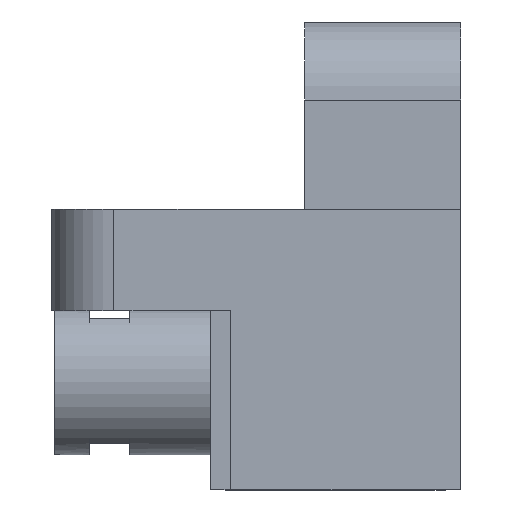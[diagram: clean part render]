
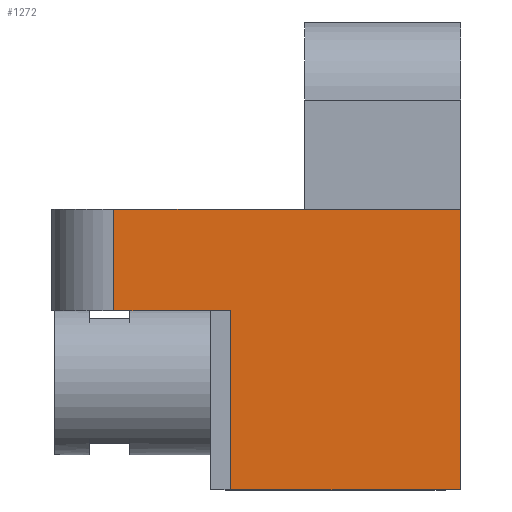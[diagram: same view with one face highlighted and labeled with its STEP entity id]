
A CAD part, front view. The second image highlights one B-rep face of the part: STEP entity #1272.
In plain terms, the highlighted planar face has unit normal (0, -1, 0).
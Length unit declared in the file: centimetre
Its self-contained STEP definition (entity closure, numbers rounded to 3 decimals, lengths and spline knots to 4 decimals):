
#210=VERTEX_POINT('',#1830);
#213=VERTEX_POINT('',#1835);
#215=VERTEX_POINT('',#1841);
#217=VERTEX_POINT('',#1847);
#218=VERTEX_POINT('',#1849);
#219=VERTEX_POINT('',#1851);
#319=VECTOR('',#1523,1.);
#320=VECTOR('',#1527,1.);
#322=VECTOR('',#1532,1.);
#323=VECTOR('',#1533,1.);
#324=VECTOR('',#1534,1.);
#325=VECTOR('',#1535,1.);
#439=LINE('',#1836,#319);
#440=LINE('',#1840,#320);
#442=LINE('',#1846,#322);
#443=LINE('',#1848,#323);
#444=LINE('',#1850,#324);
#445=LINE('',#1852,#325);
#582=EDGE_CURVE('',#213,#210,#439,.T.);
#584=EDGE_CURVE('',#210,#215,#440,.T.);
#587=EDGE_CURVE('',#217,#213,#442,.T.);
#588=EDGE_CURVE('',#217,#218,#443,.T.);
#589=EDGE_CURVE('',#219,#218,#444,.T.);
#590=EDGE_CURVE('',#215,#219,#445,.T.);
#797=ORIENTED_EDGE('',*,*,#582,.F.);
#798=ORIENTED_EDGE('',*,*,#587,.F.);
#799=ORIENTED_EDGE('',*,*,#588,.T.);
#800=ORIENTED_EDGE('',*,*,#589,.F.);
#801=ORIENTED_EDGE('',*,*,#590,.F.);
#802=ORIENTED_EDGE('',*,*,#584,.F.);
#1097=EDGE_LOOP('',(#797,#798,#799,#800,#801,#802));
#1193=FACE_BOUND('',#1097,.T.);
#1272=ADVANCED_FACE('',(#1193),#2158,.F.);
#1362=AXIS2_PLACEMENT_3D('',#1845,#1531,$);
#1523=DIRECTION('',(0.,0.,1.));
#1527=DIRECTION('',(-1.,0.,0.));
#1531=DIRECTION('',(0.,1.,0.));
#1532=DIRECTION('',(-1.,0.,0.));
#1533=DIRECTION('',(0.,0.,1.));
#1534=DIRECTION('',(1.,0.,0.));
#1535=DIRECTION('',(0.,0.,1.));
#1830=CARTESIAN_POINT('',(-8.8839,-5.521,1.15));
#1835=CARTESIAN_POINT('',(-8.8839,-5.521,0.));
#1836=CARTESIAN_POINT('',(-8.8839,-5.521,0.));
#1840=CARTESIAN_POINT('',(-8.9541,-5.521,1.15));
#1841=CARTESIAN_POINT('',(-9.632,-5.521,1.15));
#1845=CARTESIAN_POINT('',(-7.41,-5.521,0.));
#1846=CARTESIAN_POINT('',(-7.41,-5.521,0.));
#1847=CARTESIAN_POINT('',(-7.41,-5.521,0.));
#1848=CARTESIAN_POINT('',(-7.41,-5.521,0.));
#1849=CARTESIAN_POINT('',(-7.41,-5.521,1.8));
#1850=CARTESIAN_POINT('',(-8.3655,-5.521,1.8));
#1851=CARTESIAN_POINT('',(-9.632,-5.521,1.8));
#1852=CARTESIAN_POINT('',(-9.632,-5.521,0.));
#2158=PLANE('',#1362);
